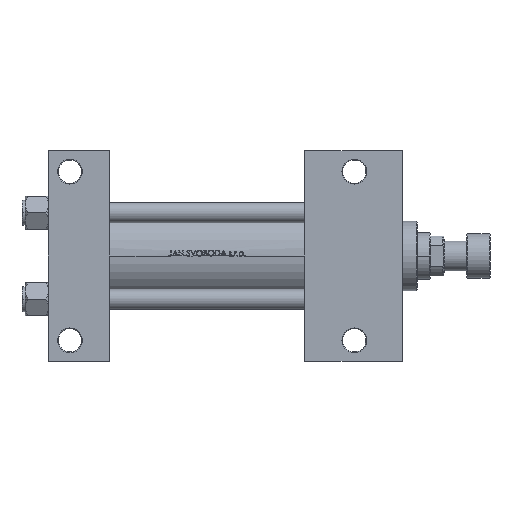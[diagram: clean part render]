
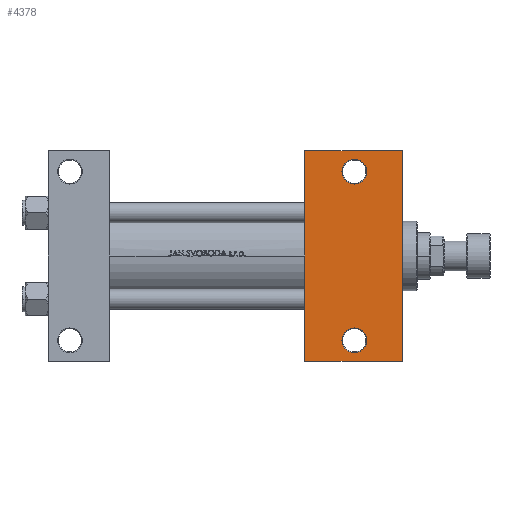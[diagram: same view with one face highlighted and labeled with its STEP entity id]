
A CAD part, front view. The second image highlights one B-rep face of the part: STEP entity #4378.
In plain terms, the highlighted face is planar.
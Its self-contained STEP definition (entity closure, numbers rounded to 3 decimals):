
#295 = EDGE_CURVE ( 'NONE', #22638, #11147, #37922, .T. ) ;
#399 = CARTESIAN_POINT ( 'NONE',  ( 214., -63.5, -37.5 ) ) ;
#1687 = DIRECTION ( 'NONE',  ( -1., 0., 0. ) ) ;
#2334 = CARTESIAN_POINT ( 'NONE',  ( 177.5, -51., -37.5 ) ) ;
#2439 = LINE ( 'NONE', #44907, #13283 ) ;
#2567 = EDGE_CURVE ( 'NONE', #11147, #40395, #33591, .T. ) ;
#2617 = ORIENTED_EDGE ( 'NONE', *, *, #15186, .T. ) ;
#4378 = ADVANCED_FACE ( 'NONE', ( #5465, #40393, #36116 ), #17002, .T. ) ;
#5211 = CARTESIAN_POINT ( 'NONE',  ( 214., 63.5, -37.5 ) ) ;
#5465 = FACE_BOUND ( 'NONE', #13783, .T. ) ;
#6661 = AXIS2_PLACEMENT_3D ( 'NONE', #23902, #27183, #42549 ) ;
#7579 = CARTESIAN_POINT ( 'NONE',  ( 155., -63.5, -37.5 ) ) ;
#7815 = VERTEX_POINT ( 'NONE', #2334 ) ;
#8901 = VERTEX_POINT ( 'NONE', #11557 ) ;
#9056 = ORIENTED_EDGE ( 'NONE', *, *, #2567, .T. ) ;
#9216 = LINE ( 'NONE', #39871, #28662 ) ;
#10990 = CARTESIAN_POINT ( 'NONE',  ( 214., 37.5, -37.5 ) ) ;
#11147 = VERTEX_POINT ( 'NONE', #5211 ) ;
#11194 = CARTESIAN_POINT ( 'NONE',  ( 185., -51., -37.5 ) ) ;
#11557 = CARTESIAN_POINT ( 'NONE',  ( 192.5, 51., -37.5 ) ) ;
#12055 = AXIS2_PLACEMENT_3D ( 'NONE', #16178, #27000, #22739 ) ;
#12981 = CARTESIAN_POINT ( 'NONE',  ( 177.5, 51., -37.5 ) ) ;
#13244 = DIRECTION ( 'NONE',  ( 0., 0., -1. ) ) ;
#13283 = VECTOR ( 'NONE', #29049, 1000. ) ;
#13783 = EDGE_LOOP ( 'NONE', ( #42097, #44126 ) ) ;
#13929 = ORIENTED_EDGE ( 'NONE', *, *, #37729, .T. ) ;
#15186 = EDGE_CURVE ( 'NONE', #46374, #7815, #28308, .T. ) ;
#16178 = CARTESIAN_POINT ( 'NONE',  ( 185., 51., -37.5 ) ) ;
#17002 = PLANE ( 'NONE',  #24764 ) ;
#18147 = EDGE_CURVE ( 'NONE', #7815, #46374, #42789, .T. ) ;
#19016 = CARTESIAN_POINT ( 'NONE',  ( 185., 51., -37.5 ) ) ;
#19506 = DIRECTION ( 'NONE',  ( 0., 0., 1. ) ) ;
#21009 = DIRECTION ( 'NONE',  ( -1., 0., 0. ) ) ;
#22638 = VERTEX_POINT ( 'NONE', #36631 ) ;
#22739 = DIRECTION ( 'NONE',  ( -1., 0., 0. ) ) ;
#22879 = EDGE_LOOP ( 'NONE', ( #29514, #31515, #9056, #13929 ) ) ;
#23902 = CARTESIAN_POINT ( 'NONE',  ( 185., -51., -37.5 ) ) ;
#24284 = VERTEX_POINT ( 'NONE', #12981 ) ;
#24478 = EDGE_CURVE ( 'NONE', #22638, #35292, #2439, .T. ) ;
#24764 = AXIS2_PLACEMENT_3D ( 'NONE', #47679, #13244, #21009 ) ;
#26509 = DIRECTION ( 'NONE',  ( 0., 0., 1. ) ) ;
#27000 = DIRECTION ( 'NONE',  ( 0., 0., 1. ) ) ;
#27183 = DIRECTION ( 'NONE',  ( 0., 0., 1. ) ) ;
#28308 = CIRCLE ( 'NONE', #6661, 7.5 ) ;
#28662 = VECTOR ( 'NONE', #1687, 1000. ) ;
#28903 = CIRCLE ( 'NONE', #12055, 7.5 ) ;
#29049 = DIRECTION ( 'NONE',  ( 0., -1., 0. ) ) ;
#29106 = EDGE_LOOP ( 'NONE', ( #33712, #2617 ) ) ;
#29514 = ORIENTED_EDGE ( 'NONE', *, *, #24478, .F. ) ;
#31515 = ORIENTED_EDGE ( 'NONE', *, *, #295, .T. ) ;
#31739 = EDGE_CURVE ( 'NONE', #24284, #8901, #38230, .T. ) ;
#33090 = DIRECTION ( 'NONE',  ( 0., -1., 0. ) ) ;
#33226 = AXIS2_PLACEMENT_3D ( 'NONE', #11194, #26509, #38088 ) ;
#33591 = LINE ( 'NONE', #10990, #38486 ) ;
#33712 = ORIENTED_EDGE ( 'NONE', *, *, #18147, .T. ) ;
#34359 = DIRECTION ( 'NONE',  ( -1., 0., 0. ) ) ;
#34982 = AXIS2_PLACEMENT_3D ( 'NONE', #19016, #19506, #34359 ) ;
#35292 = VERTEX_POINT ( 'NONE', #7579 ) ;
#36116 = FACE_OUTER_BOUND ( 'NONE', #22879, .T. ) ;
#36631 = CARTESIAN_POINT ( 'NONE',  ( 155., 63.5, -37.5 ) ) ;
#36787 = VECTOR ( 'NONE', #45216, 1000. ) ;
#37729 = EDGE_CURVE ( 'NONE', #40395, #35292, #9216, .T. ) ;
#37922 = LINE ( 'NONE', #45953, #36787 ) ;
#38088 = DIRECTION ( 'NONE',  ( -1., 0., 0. ) ) ;
#38230 = CIRCLE ( 'NONE', #34982, 7.5 ) ;
#38486 = VECTOR ( 'NONE', #33090, 1000. ) ;
#39871 = CARTESIAN_POINT ( 'NONE',  ( 155., -63.5, -37.5 ) ) ;
#40393 = FACE_BOUND ( 'NONE', #29106, .T. ) ;
#40395 = VERTEX_POINT ( 'NONE', #399 ) ;
#41976 = CARTESIAN_POINT ( 'NONE',  ( 192.5, -51., -37.5 ) ) ;
#42097 = ORIENTED_EDGE ( 'NONE', *, *, #31739, .T. ) ;
#42549 = DIRECTION ( 'NONE',  ( -1., 0., 0. ) ) ;
#42789 = CIRCLE ( 'NONE', #33226, 7.5 ) ;
#44126 = ORIENTED_EDGE ( 'NONE', *, *, #48229, .T. ) ;
#44907 = CARTESIAN_POINT ( 'NONE',  ( 155., 37.5, -37.5 ) ) ;
#45216 = DIRECTION ( 'NONE',  ( 1., 0., 0. ) ) ;
#45953 = CARTESIAN_POINT ( 'NONE',  ( 155., 63.5, -37.5 ) ) ;
#46374 = VERTEX_POINT ( 'NONE', #41976 ) ;
#47679 = CARTESIAN_POINT ( 'NONE',  ( 214., 37.5, -37.5 ) ) ;
#48229 = EDGE_CURVE ( 'NONE', #8901, #24284, #28903, .T. ) ;
